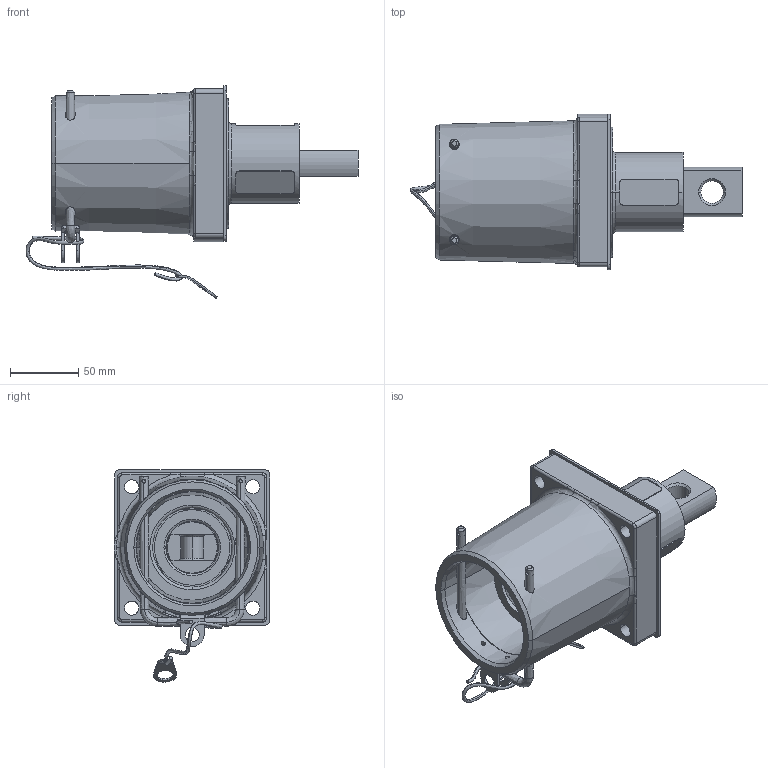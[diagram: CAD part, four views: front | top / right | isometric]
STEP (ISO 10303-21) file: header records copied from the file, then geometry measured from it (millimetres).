
FILE_DESCRIPTION (( 'STEP AP214' ), '1' );
FILE_NAME ('CATSTD-49MR1-0XE-M01.STEP', '2021-11-23T20:32:47', ( '' ), ( '' ), 'SwSTEP 2.0', 'SolidWorks 2020', '' );
FILE_SCHEMA (( 'AUTOMOTIVE_DESIGN' ));
Length unit declared in the file: inch
Products named in the file (1): CATSTD-49MR1-0XE-M01
Bounding box: 243.42 x 114.24 x 155.75 mm (x, y, z)
Surface area: 134203.1 mm2 (no closed solid volume)
Topology: 0 solids, 13 shells, 272 faces, 754 edges, 487 vertices
Faces by surface type: cylinder 110, plane 91, bspline 44, cone 18, torus 9
Entity records: 16186 total; most frequent: CARTESIAN_POINT 5920, ORIENTED_EDGE 1383, DIRECTION 1327, EDGE_CURVE 754, AXIS2_PLACEMENT_3D 515, VERTEX_POINT 487, EDGE_LOOP 325, VECTOR 297
